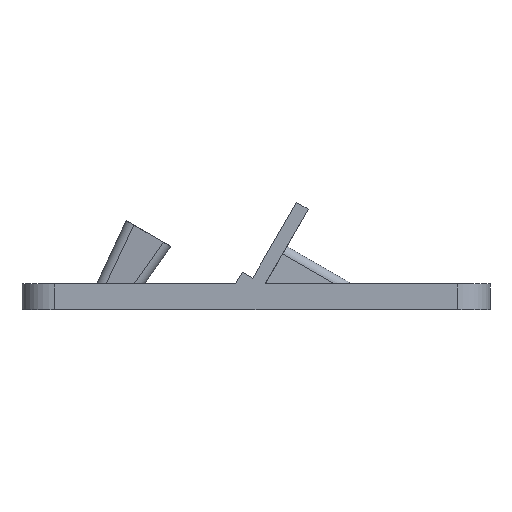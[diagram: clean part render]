
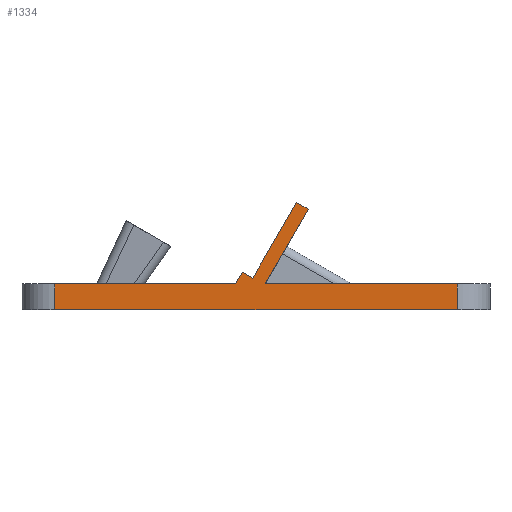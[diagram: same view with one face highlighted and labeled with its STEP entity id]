
A CAD part, left-side view. The second image highlights one B-rep face of the part: STEP entity #1334.
In plain terms, the highlighted planar face has unit normal (-0.999, 0.053, 0).
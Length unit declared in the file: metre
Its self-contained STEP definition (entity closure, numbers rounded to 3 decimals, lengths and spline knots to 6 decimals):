
#128=ORIENTED_EDGE('',*,*,#499,.T.);
#129=ORIENTED_EDGE('',*,*,#511,.F.);
#130=ORIENTED_EDGE('',*,*,#512,.T.);
#131=ORIENTED_EDGE('',*,*,#513,.T.);
#132=ORIENTED_EDGE('',*,*,#514,.F.);
#133=ORIENTED_EDGE('',*,*,#515,.F.);
#134=ORIENTED_EDGE('',*,*,#488,.F.);
#135=ORIENTED_EDGE('',*,*,#510,.T.);
#136=ORIENTED_EDGE('',*,*,#508,.T.);
#137=ORIENTED_EDGE('',*,*,#506,.T.);
#488=EDGE_CURVE('',#684,#685,#816,.T.);
#499=EDGE_CURVE('',#696,#694,#825,.T.);
#506=EDGE_CURVE('',#700,#696,#832,.T.);
#508=EDGE_CURVE('',#701,#700,#834,.T.);
#510=EDGE_CURVE('',#684,#701,#836,.T.);
#511=EDGE_CURVE('',#702,#694,#837,.T.);
#512=EDGE_CURVE('',#702,#703,#838,.T.);
#513=EDGE_CURVE('',#703,#704,#839,.T.);
#514=EDGE_CURVE('',#705,#704,#840,.T.);
#515=EDGE_CURVE('',#685,#705,#841,.T.);
#684=VERTEX_POINT('',#1922);
#685=VERTEX_POINT('',#1923);
#694=VERTEX_POINT('',#1943);
#696=VERTEX_POINT('',#1946);
#700=VERTEX_POINT('',#1959);
#701=VERTEX_POINT('',#1963);
#702=VERTEX_POINT('',#1969);
#703=VERTEX_POINT('',#1971);
#704=VERTEX_POINT('',#1973);
#705=VERTEX_POINT('',#1975);
#816=LINE('',#1921,#962);
#825=LINE('',#1945,#971);
#832=LINE('',#1958,#978);
#834=LINE('',#1962,#980);
#836=LINE('',#1966,#982);
#837=LINE('',#1968,#983);
#838=LINE('',#1970,#984);
#839=LINE('',#1972,#985);
#840=LINE('',#1974,#986);
#841=LINE('',#1976,#987);
#962=VECTOR('',#1535,1.);
#971=VECTOR('',#1550,1.);
#978=VECTOR('',#1561,1.);
#980=VECTOR('',#1565,1.);
#982=VECTOR('',#1569,1.);
#983=VECTOR('',#1572,1.);
#984=VECTOR('',#1573,1.);
#985=VECTOR('',#1574,1.);
#986=VECTOR('',#1575,1.);
#987=VECTOR('',#1576,1.);
#1115=EDGE_LOOP('',(#128,#129,#130,#131,#132,#133,#134,#135,#136,#137));
#1203=FACE_BOUND('',#1115,.T.);
#1290=PLANE('',#1419);
#1334=ADVANCED_FACE('',(#1203),#1290,.F.);
#1419=AXIS2_PLACEMENT_3D('',#1967,#1570,#1571);
#1535=DIRECTION('',(0.027,0.5,-0.866));
#1550=DIRECTION('',(0.027,0.5,-0.866));
#1561=DIRECTION('',(0.046,0.865,0.499));
#1565=DIRECTION('',(0.027,0.5,-0.866));
#1569=DIRECTION('',(0.046,0.865,0.499));
#1570=DIRECTION('',(0.999,-0.053,0.));
#1571=DIRECTION('',(0.053,0.999,0.));
#1572=DIRECTION('',(-0.053,-0.999,0.));
#1573=DIRECTION('',(0.,0.,-1.));
#1574=DIRECTION('',(-0.053,-0.999,0.));
#1575=DIRECTION('',(0.,0.,-1.));
#1576=DIRECTION('',(-0.053,-0.999,0.));
#1921=CARTESIAN_POINT('',(-0.018071,-0.006026,0.011578));
#1922=CARTESIAN_POINT('',(-0.018075,-0.006101,0.011707));
#1923=CARTESIAN_POINT('',(-0.017807,-0.001074,0.003));
#1943=CARTESIAN_POINT('',(-0.017623,0.002391,0.003));
#1945=CARTESIAN_POINT('',(-0.017661,0.001667,0.004254));
#1946=CARTESIAN_POINT('',(-0.017665,0.001597,0.004374));
#1958=CARTESIAN_POINT('',(-0.017697,0.001004,0.004031));
#1959=CARTESIAN_POINT('',(-0.01773,0.000385,0.003674));
#1962=CARTESIAN_POINT('',(-0.017997,-0.004641,0.01238));
#1963=CARTESIAN_POINT('',(-0.018001,-0.004715,0.012507));
#1966=CARTESIAN_POINT('',(-0.017967,-0.004085,0.012871));
#1967=CARTESIAN_POINT('',(-0.01775,0.,0.003));
#1968=CARTESIAN_POINT('',(-0.01775,0.,0.003));
#1969=CARTESIAN_POINT('',(-0.0165,0.0235,0.003));
#1970=CARTESIAN_POINT('',(-0.0165,0.0235,0.003));
#1971=CARTESIAN_POINT('',(-0.0165,0.0235,0.));
#1972=CARTESIAN_POINT('',(-0.01775,0.,0.));
#1973=CARTESIAN_POINT('',(-0.019,-0.0235,0.));
#1974=CARTESIAN_POINT('',(-0.019,-0.0235,0.003));
#1975=CARTESIAN_POINT('',(-0.019,-0.0235,0.003));
#1976=CARTESIAN_POINT('',(-0.01775,0.,0.003));
